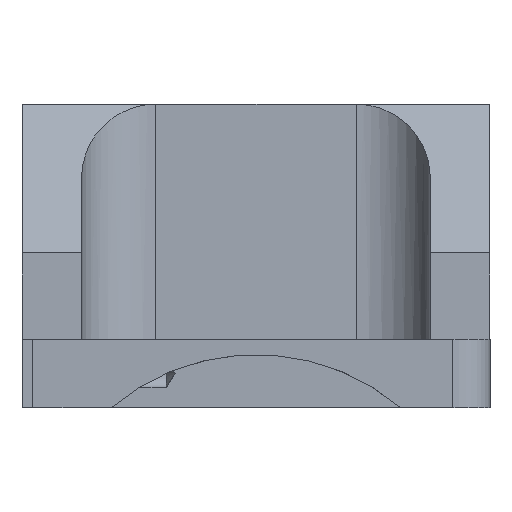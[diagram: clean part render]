
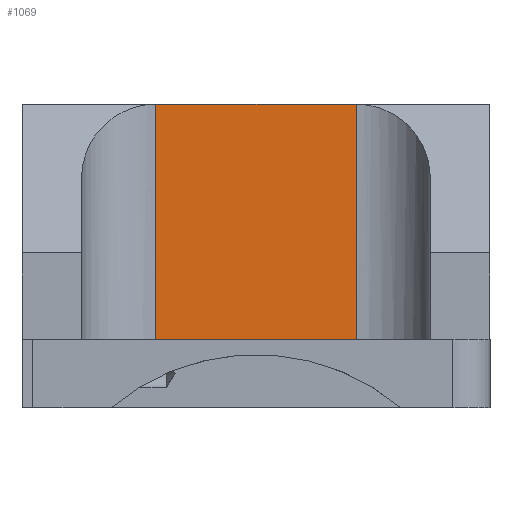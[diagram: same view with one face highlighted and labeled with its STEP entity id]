
A CAD part, front view. The second image highlights one B-rep face of the part: STEP entity #1069.
In plain terms, the highlighted planar face has unit normal (0, -1, 0).
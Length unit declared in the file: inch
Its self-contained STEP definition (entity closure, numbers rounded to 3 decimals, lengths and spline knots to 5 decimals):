
#91=PLANE('',#1201);
#132=FACE_OUTER_BOUND('',#199,.T.);
#199=EDGE_LOOP('',(#936,#937,#938,#939));
#248=LINE('',#1653,#329);
#253=LINE('',#1668,#334);
#256=LINE('',#1674,#337);
#289=LINE('',#1843,#370);
#329=VECTOR('',#1310,0.3937);
#334=VECTOR('',#1323,0.3937);
#337=VECTOR('',#1330,0.3937);
#370=VECTOR('',#1499,0.3937);
#491=VERTEX_POINT('',#1649);
#493=VERTEX_POINT('',#1652);
#497=VERTEX_POINT('',#1664);
#499=VERTEX_POINT('',#1667);
#604=EDGE_CURVE('',#491,#493,#248,.T.);
#611=EDGE_CURVE('',#497,#499,#253,.T.);
#615=EDGE_CURVE('',#493,#497,#256,.T.);
#692=EDGE_CURVE('',#499,#491,#289,.T.);
#936=ORIENTED_EDGE('',*,*,#604,.F.);
#937=ORIENTED_EDGE('',*,*,#692,.F.);
#938=ORIENTED_EDGE('',*,*,#611,.F.);
#939=ORIENTED_EDGE('',*,*,#615,.F.);
#1069=ADVANCED_FACE('',(#132),#91,.T.);
#1201=AXIS2_PLACEMENT_3D('',#1842,#1497,#1498);
#1310=DIRECTION('',(0.,0.,-1.));
#1323=DIRECTION('',(0.,0.,1.));
#1330=DIRECTION('',(-1.,0.,0.));
#1497=DIRECTION('center_axis',(0.,-1.,0.));
#1498=DIRECTION('ref_axis',(1.,0.,0.));
#1499=DIRECTION('',(1.,0.,0.));
#1649=CARTESIAN_POINT('',(0.3374,4.8,0.791));
#1652=CARTESIAN_POINT('',(0.3374,4.8,0.));
#1653=CARTESIAN_POINT('',(0.3374,4.8,0.));
#1664=CARTESIAN_POINT('',(-0.3374,4.8,0.));
#1667=CARTESIAN_POINT('',(-0.3374,4.8,0.791));
#1668=CARTESIAN_POINT('',(-0.3374,4.8,0.));
#1674=CARTESIAN_POINT('',(-0.3937,4.8,0.));
#1842=CARTESIAN_POINT('Origin',(-0.7874,4.8,0.));
#1843=CARTESIAN_POINT('',(-0.7874,4.8,0.791));
